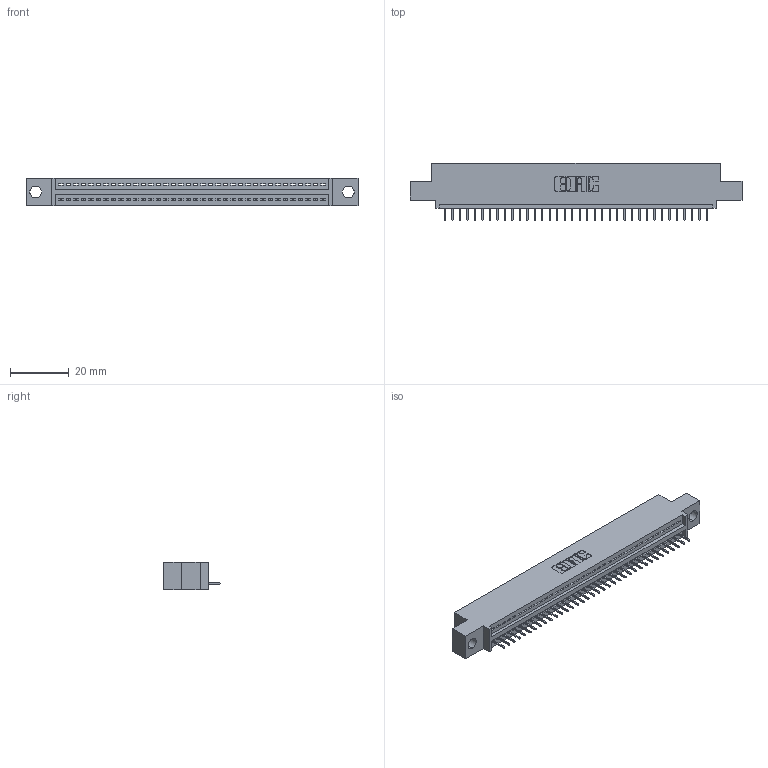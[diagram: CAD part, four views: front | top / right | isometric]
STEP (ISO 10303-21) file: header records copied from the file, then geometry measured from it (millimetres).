
FILE_DESCRIPTION (( 'STEP AP203' ), '1' );
FILE_NAME ('345-036-524-404.STEP', '2019-10-07T22:56:47', ( '' ), ( '' ), 'SwSTEP 2.0', 'SolidWorks 2016', '' );
FILE_SCHEMA (( 'CONFIG_CONTROL_DESIGN' ));
Length unit declared in the file: inch
Products named in the file (3): 345 Part_0.110 Offset - 0.156 Dia-TH; 345-036-524-404; 345-292-001_345-293-124
Assembly tree (37 placements, depth 2):
  345-036-524-404
    345 Part_0.110 Offset - 0.156 Dia-TH
    345-292-001_345-293-124  x36
Bounding box: 112.65 x 19.35 x 9.4 mm (x, y, z)
Volume: 10346.9 mm3; surface area: 13104.5 mm2
Topology: 37 solids, 37 shells, 2362 faces, 6833 edges, 4410 vertices
Faces by surface type: plane 1740, cylinder 622
Entity records: 28111 total; most frequent: CARTESIAN_POINT 4876, ORIENTED_EDGE 4846, DIRECTION 4267, EDGE_CURVE 2423, LINE 2151, VECTOR 2151, VERTEX_POINT 1610, AXIS2_PLACEMENT_3D 1058
